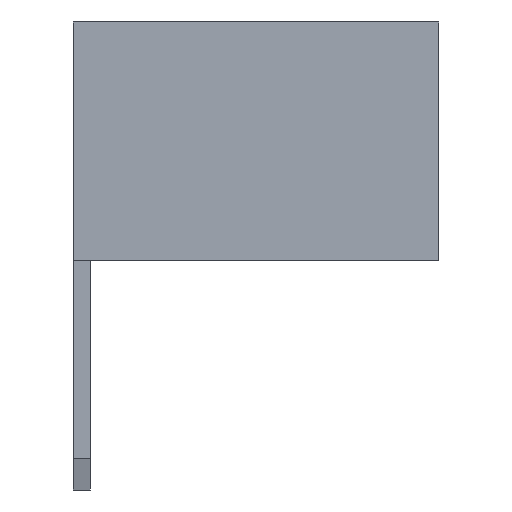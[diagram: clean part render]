
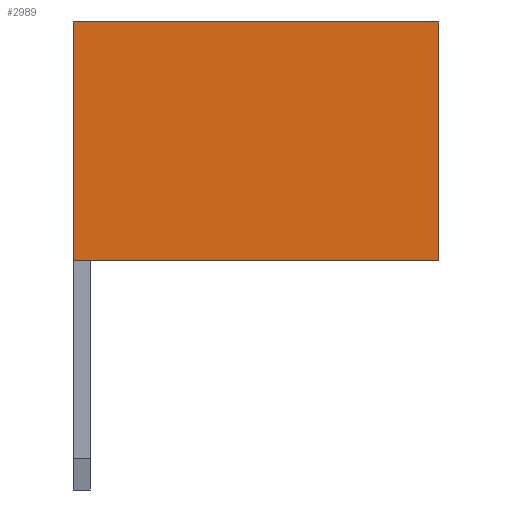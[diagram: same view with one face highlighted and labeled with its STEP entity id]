
A CAD part, left-side view. The second image highlights one B-rep face of the part: STEP entity #2989.
In plain terms, the highlighted planar face has unit normal (-1, 0, 0).
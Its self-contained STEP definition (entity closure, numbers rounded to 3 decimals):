
#2989=ADVANCED_FACE('',(#21361),#21363,.T.);
#21361=FACE_BOUND('',#21362,.T.);
#21362=EDGE_LOOP('',(#36063,#36064,#36065,#36066));
#21363=PLANE('',#21364);
#21364=AXIS2_PLACEMENT_3D('',#21365,#21366,#21367);
#21365=CARTESIAN_POINT('',(-1.,-4.2,0.));
#21366=DIRECTION('',(-1.,0.,0.));
#21367=DIRECTION('',(0.,0.,1.));
#36063=ORIENTED_EDGE('',*,*,#46217,.T.);
#36064=ORIENTED_EDGE('',*,*,#46752,.T.);
#36065=ORIENTED_EDGE('',*,*,#45938,.F.);
#36066=ORIENTED_EDGE('',*,*,#46751,.F.);
#45938=EDGE_CURVE('',#52154,#52156,#52157,.T.);
#46217=EDGE_CURVE('',#52548,#52549,#52550,.T.);
#46751=EDGE_CURVE('',#52548,#52154,#53437,.T.);
#46752=EDGE_CURVE('',#52549,#52156,#53438,.T.);
#52154=VERTEX_POINT('',#62560);
#52156=VERTEX_POINT('',#62564);
#52157=LINE('',#62565,#62566);
#52548=VERTEX_POINT('',#63514);
#52549=VERTEX_POINT('',#63515);
#52550=LINE('',#63516,#63517);
#53437=LINE('',#65471,#65472);
#53438=LINE('',#65474,#65475);
#62560=CARTESIAN_POINT('',(-1.,0.1,0.));
#62564=CARTESIAN_POINT('',(-1.,0.1,2.8));
#62565=CARTESIAN_POINT('',(-1.,0.1,0.));
#62566=VECTOR('',#62567,1.);
#62567=DIRECTION('',(0.,0.,1.));
#63514=CARTESIAN_POINT('',(-1.,-4.2,0.));
#63515=CARTESIAN_POINT('',(-1.,-4.2,2.8));
#63516=CARTESIAN_POINT('',(-1.,-4.2,0.));
#63517=VECTOR('',#63518,1.);
#63518=DIRECTION('',(0.,0.,1.));
#65471=CARTESIAN_POINT('',(-1.,-4.2,0.));
#65472=VECTOR('',#65473,1.);
#65473=DIRECTION('',(0.,1.,0.));
#65474=CARTESIAN_POINT('',(-1.,-4.2,2.8));
#65475=VECTOR('',#65476,1.);
#65476=DIRECTION('',(0.,1.,0.));
